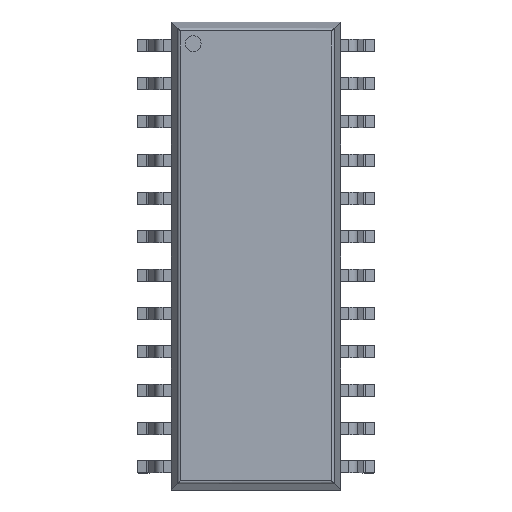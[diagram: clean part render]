
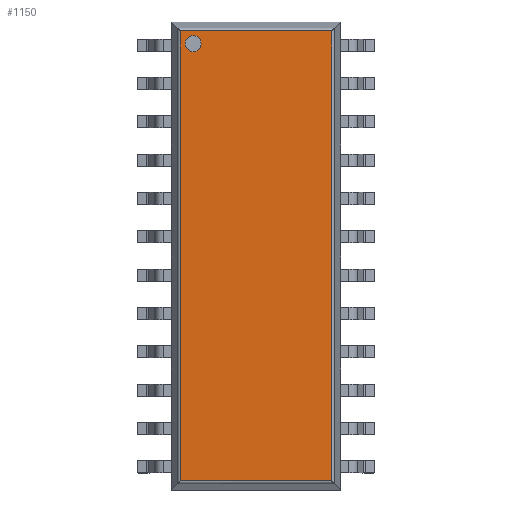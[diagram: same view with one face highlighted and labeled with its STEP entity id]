
A CAD part, top view. The second image highlights one B-rep face of the part: STEP entity #1150.
In plain terms, the highlighted planar face has unit normal (0, 0, 1).
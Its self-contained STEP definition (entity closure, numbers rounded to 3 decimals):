
#1100=CARTESIAN_POINT('',(-2.082,6.769,2.4));
#1101=VERTEX_POINT('',#1100);
#1102=CARTESIAN_POINT('',(-2.082,7.032,2.4));
#1103=DIRECTION('',(0.0,-0.0,1.0));
#1104=DIRECTION('',(0.0,-1.0,-0.0));
#1105=AXIS2_PLACEMENT_3D('',#1102,#1103,#1104);
#1106=CIRCLE('',#1105,0.264);
#1107=EDGE_CURVE('n� 674',#1101,#1101,#1106,.T.);
#1108=ORIENTED_EDGE('',*,*,#1107,.F.);
#1109=EDGE_LOOP('',(#1108));
#1110=FACE_OUTER_BOUND('',#1109,.T.);
#1111=CARTESIAN_POINT('',(-2.501,7.451,2.4));
#1112=VERTEX_POINT('',#1111);
#1113=CARTESIAN_POINT('',(-2.501,-7.451,2.4));
#1114=VERTEX_POINT('',#1113);
#1115=CARTESIAN_POINT('',(-2.501,-7.532,2.4));
#1116=DIRECTION('',(0.0,-1.0,-0.0));
#1117=VECTOR('',#1116,1.0);
#1118=LINE('',#1115,#1117);
#1119=EDGE_CURVE('n� 467',#1112,#1114,#1118,.T.);
#1120=ORIENTED_EDGE('',*,*,#1119,.T.);
#1121=CARTESIAN_POINT('',(2.501,-7.451,2.4));
#1122=VERTEX_POINT('',#1121);
#1123=CARTESIAN_POINT('',(2.582,-7.451,2.4));
#1124=DIRECTION('',(1.0,0.0,0.0));
#1125=VECTOR('',#1124,1.0);
#1126=LINE('',#1123,#1125);
#1127=EDGE_CURVE('n� 470',#1114,#1122,#1126,.T.);
#1128=ORIENTED_EDGE('',*,*,#1127,.T.);
#1129=CARTESIAN_POINT('',(2.501,7.451,2.4));
#1130=VERTEX_POINT('',#1129);
#1131=CARTESIAN_POINT('',(2.501,7.532,2.4));
#1132=DIRECTION('',(-0.0,1.0,0.0));
#1133=VECTOR('',#1132,1.0);
#1134=LINE('',#1131,#1133);
#1135=EDGE_CURVE('n� 459',#1122,#1130,#1134,.T.);
#1136=ORIENTED_EDGE('',*,*,#1135,.T.);
#1137=CARTESIAN_POINT('',(-2.582,7.451,2.4));
#1138=DIRECTION('',(-1.0,-0.0,0.0));
#1139=VECTOR('',#1138,1.0);
#1140=LINE('',#1137,#1139);
#1141=EDGE_CURVE('n� 463',#1130,#1112,#1140,.T.);
#1142=ORIENTED_EDGE('',*,*,#1141,.T.);
#1143=EDGE_LOOP('',(#1120,#1128,#1136,#1142));
#1144=FACE_BOUND('',#1143,.T.);
#1145=CARTESIAN_POINT('',(-2.8,7.75,2.4));
#1146=DIRECTION('',(0.0,0.0,-1.0));
#1147=DIRECTION('',(0.0,1.0,0.0));
#1148=AXIS2_PLACEMENT_3D('',#1145,#1146,#1147);
#1149=PLANE('',#1148);
#1150=ADVANCED_FACE('n� 1',(#1110,#1144),#1149,.F.);
